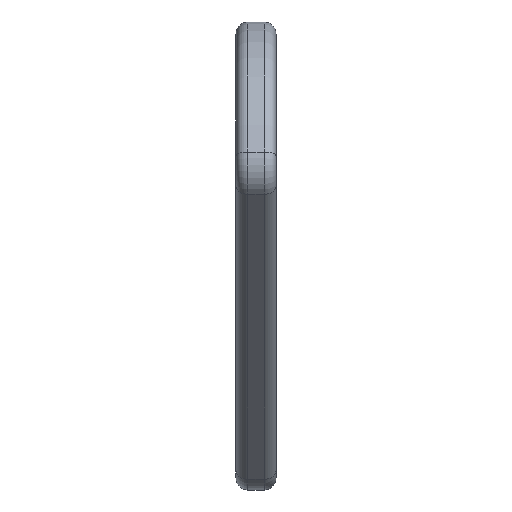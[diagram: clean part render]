
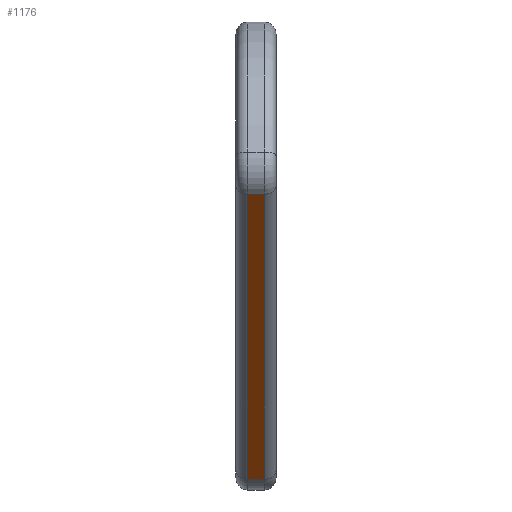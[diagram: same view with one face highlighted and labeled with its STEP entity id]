
A CAD part, left-side view. The second image highlights one B-rep face of the part: STEP entity #1176.
In plain terms, the highlighted planar face has unit normal (-0.682, 0, -0.731).
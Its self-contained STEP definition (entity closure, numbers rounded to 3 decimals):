
#17 = CARTESIAN_POINT ( 'NONE',  ( 31.572, 5., -99.142 ) ) ;
#76 = ORIENTED_EDGE ( 'NONE', *, *, #1840, .T. ) ;
#116 = CARTESIAN_POINT ( 'NONE',  ( 31.572, 1.5, -99.142 ) ) ;
#146 = EDGE_CURVE ( 'NONE', #789, #880, #469, .T. ) ;
#178 = ORIENTED_EDGE ( 'NONE', *, *, #146, .T. ) ;
#203 = CARTESIAN_POINT ( 'NONE',  ( -6.588, 5., -63.557 ) ) ;
#304 = FACE_OUTER_BOUND ( 'NONE', #1129, .T. ) ;
#324 = DIRECTION ( 'NONE',  ( 0.731, 0., -0.682 ) ) ;
#333 = VERTEX_POINT ( 'NONE', #116 ) ;
#442 = CARTESIAN_POINT ( 'NONE',  ( 31.572, 3.5, -99.142 ) ) ;
#447 = CARTESIAN_POINT ( 'NONE',  ( -6.588, 1.5, -63.557 ) ) ;
#469 = LINE ( 'NONE', #1655, #1833 ) ;
#598 = EDGE_CURVE ( 'NONE', #880, #333, #1154, .T. ) ;
#618 = AXIS2_PLACEMENT_3D ( 'NONE', #1342, #1789, #1370 ) ;
#687 = VECTOR ( 'NONE', #1454, 1000. ) ;
#789 = VERTEX_POINT ( 'NONE', #1805 ) ;
#836 = VECTOR ( 'NONE', #1066, 1000. ) ;
#880 = VERTEX_POINT ( 'NONE', #442 ) ;
#916 = EDGE_CURVE ( 'NONE', #1640, #789, #1079, .T. ) ;
#994 = VECTOR ( 'NONE', #1133, 1000. ) ;
#998 = CARTESIAN_POINT ( 'NONE',  ( -6.588, 1.5, -63.557 ) ) ;
#1055 = PLANE ( 'NONE',  #618 ) ;
#1066 = DIRECTION ( 'NONE',  ( 0., 1., 0. ) ) ;
#1079 = LINE ( 'NONE', #203, #836 ) ;
#1129 = EDGE_LOOP ( 'NONE', ( #1746, #76, #1465, #178 ) ) ;
#1133 = DIRECTION ( 'NONE',  ( -0.731, 0., 0.682 ) ) ;
#1154 = LINE ( 'NONE', #17, #687 ) ;
#1176 = ADVANCED_FACE ( 'NONE', ( #304 ), #1055, .T. ) ;
#1342 = CARTESIAN_POINT ( 'NONE',  ( -34.765, 5., -37.281 ) ) ;
#1370 = DIRECTION ( 'NONE',  ( -0.731, 0., 0.682 ) ) ;
#1454 = DIRECTION ( 'NONE',  ( 0., -1., 0. ) ) ;
#1465 = ORIENTED_EDGE ( 'NONE', *, *, #916, .T. ) ;
#1640 = VERTEX_POINT ( 'NONE', #447 ) ;
#1655 = CARTESIAN_POINT ( 'NONE',  ( -34.765, 3.5, -37.281 ) ) ;
#1746 = ORIENTED_EDGE ( 'NONE', *, *, #598, .T. ) ;
#1789 = DIRECTION ( 'NONE',  ( -0.682, 0., -0.731 ) ) ;
#1805 = CARTESIAN_POINT ( 'NONE',  ( -6.588, 3.5, -63.557 ) ) ;
#1833 = VECTOR ( 'NONE', #324, 1000. ) ;
#1840 = EDGE_CURVE ( 'NONE', #333, #1640, #1890, .T. ) ;
#1890 = LINE ( 'NONE', #998, #994 ) ;
